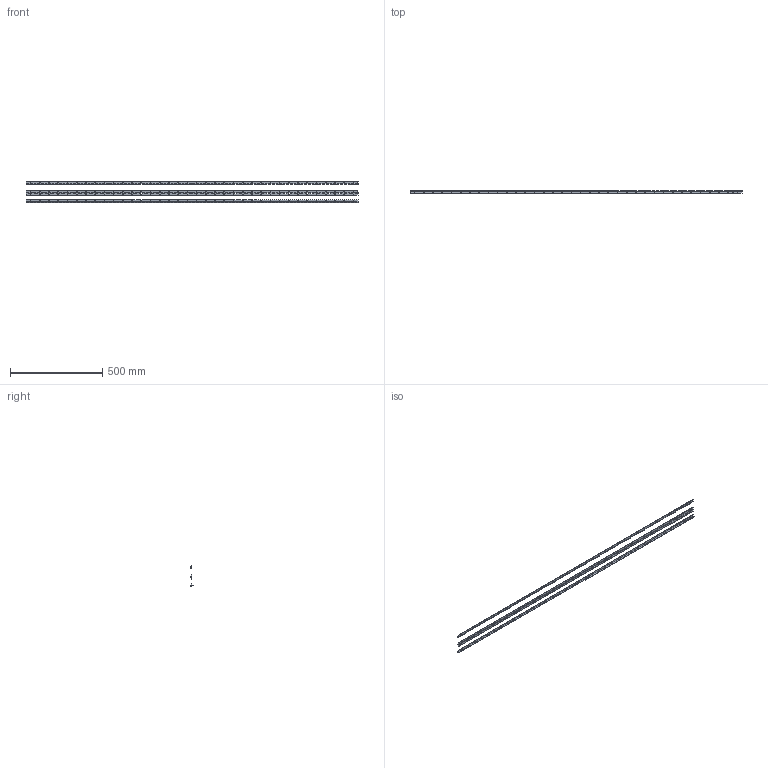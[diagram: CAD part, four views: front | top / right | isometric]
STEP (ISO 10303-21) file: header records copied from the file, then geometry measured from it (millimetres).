
FILE_DESCRIPTION (( 'STEP AP214' ), '1' );
FILE_NAME ('02880-Piano Hinge Aluminium 26mm 1.8m.STEP', '2018-08-09T04:25:04', ( '' ), ( '' ), 'SwSTEP 2.0', 'SolidWorks 2018', '' );
FILE_SCHEMA (( 'AUTOMOTIVE_DESIGN' ));
Length unit declared in the file: millimetre
Products named in the file (4): Pin; Bottom; 02880-Piano Hinge Aluminium 26mm 1.8m; Top
Assembly tree (9 placements, depth 2):
  02880-Piano Hinge Aluminium 26mm 1.8m
    Bottom  x3
    Pin  x3
    Top  x3
Bounding box: 1800 x 14.94 x 115.56 mm (x, y, z)
Volume: 219012.4 mm3; surface area: 451551 mm2
Topology: 9 solids, 9 shells, 4863 faces, 14274 edges, 9516 vertices
Faces by surface type: cylinder 2598, plane 1890, bspline 375
Entity records: 62076 total; most frequent: CARTESIAN_POINT 17600, ORIENTED_EDGE 9516, DIRECTION 9256, EDGE_CURVE 4758, AXIS2_PLACEMENT_3D 3240, VERTEX_POINT 3172, LINE 2776, VECTOR 2776
